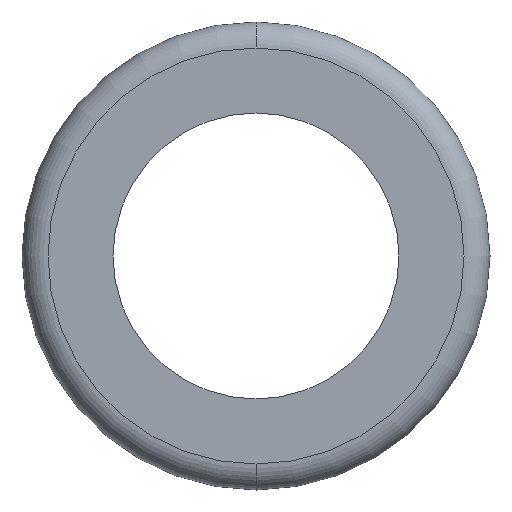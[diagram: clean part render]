
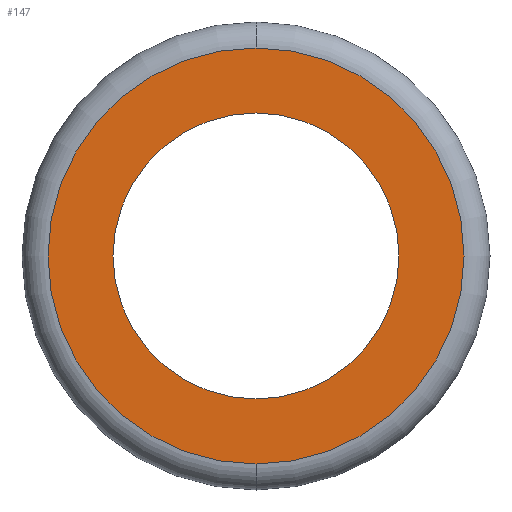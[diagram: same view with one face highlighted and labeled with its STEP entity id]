
A CAD part, front view. The second image highlights one B-rep face of the part: STEP entity #147.
In plain terms, the highlighted planar face has unit normal (0, -1, 0).
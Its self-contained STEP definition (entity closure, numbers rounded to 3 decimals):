
#7 = DIRECTION ( 'NONE',  ( 0., 0., -1. ) ) ;
#40 = DIRECTION ( 'NONE',  ( 0., -1., 0. ) ) ;
#47 = ORIENTED_EDGE ( 'NONE', *, *, #348, .T. ) ;
#77 = CIRCLE ( 'NONE', #142, 8. ) ;
#92 = EDGE_LOOP ( 'NONE', ( #244, #316 ) ) ;
#95 = DIRECTION ( 'NONE',  ( 0., -1., 0. ) ) ;
#97 = EDGE_CURVE ( 'NONE', #347, #132, #215, .T. ) ;
#105 = DIRECTION ( 'NONE',  ( 0., 0., -1. ) ) ;
#113 = FACE_OUTER_BOUND ( 'NONE', #406, .T. ) ;
#119 = DIRECTION ( 'NONE',  ( 0., -1., 0. ) ) ;
#125 = VERTEX_POINT ( 'NONE', #376 ) ;
#126 = CARTESIAN_POINT ( 'NONE',  ( 0., -3., 5.5 ) ) ;
#132 = VERTEX_POINT ( 'NONE', #270 ) ;
#142 = AXIS2_PLACEMENT_3D ( 'NONE', #323, #95, #105 ) ;
#147 = ADVANCED_FACE ( 'NONE', ( #113, #329 ), #183, .T. ) ;
#162 = CARTESIAN_POINT ( 'NONE',  ( 0., -3., 0. ) ) ;
#169 = CIRCLE ( 'NONE', #265, 8. ) ;
#170 = DIRECTION ( 'NONE',  ( 0., -1., 0. ) ) ;
#179 = EDGE_CURVE ( 'NONE', #132, #347, #470, .T. ) ;
#183 = PLANE ( 'NONE',  #293 ) ;
#205 = DIRECTION ( 'NONE',  ( 0., 0., -1. ) ) ;
#215 = CIRCLE ( 'NONE', #268, 5.5 ) ;
#231 = DIRECTION ( 'NONE',  ( 0., -1., 0. ) ) ;
#244 = ORIENTED_EDGE ( 'NONE', *, *, #179, .F. ) ;
#258 = AXIS2_PLACEMENT_3D ( 'NONE', #365, #119, #266 ) ;
#265 = AXIS2_PLACEMENT_3D ( 'NONE', #162, #170, #205 ) ;
#266 = DIRECTION ( 'NONE',  ( 0., 0., -1. ) ) ;
#268 = AXIS2_PLACEMENT_3D ( 'NONE', #336, #40, #7 ) ;
#270 = CARTESIAN_POINT ( 'NONE',  ( 0., -3., -5.5 ) ) ;
#285 = EDGE_CURVE ( 'NONE', #125, #337, #169, .T. ) ;
#293 = AXIS2_PLACEMENT_3D ( 'NONE', #476, #231, #304 ) ;
#304 = DIRECTION ( 'NONE',  ( 0., 0., -1. ) ) ;
#316 = ORIENTED_EDGE ( 'NONE', *, *, #97, .F. ) ;
#318 = CARTESIAN_POINT ( 'NONE',  ( 0., -3., 8. ) ) ;
#323 = CARTESIAN_POINT ( 'NONE',  ( 0., -3., 0. ) ) ;
#329 = FACE_BOUND ( 'NONE', #92, .T. ) ;
#336 = CARTESIAN_POINT ( 'NONE',  ( 0., -3., 0. ) ) ;
#337 = VERTEX_POINT ( 'NONE', #318 ) ;
#347 = VERTEX_POINT ( 'NONE', #126 ) ;
#348 = EDGE_CURVE ( 'NONE', #337, #125, #77, .T. ) ;
#365 = CARTESIAN_POINT ( 'NONE',  ( 0., -3., 0. ) ) ;
#372 = ORIENTED_EDGE ( 'NONE', *, *, #285, .T. ) ;
#376 = CARTESIAN_POINT ( 'NONE',  ( 0., -3., -8. ) ) ;
#406 = EDGE_LOOP ( 'NONE', ( #372, #47 ) ) ;
#470 = CIRCLE ( 'NONE', #258, 5.5 ) ;
#476 = CARTESIAN_POINT ( 'NONE',  ( 0., -3., 0. ) ) ;
